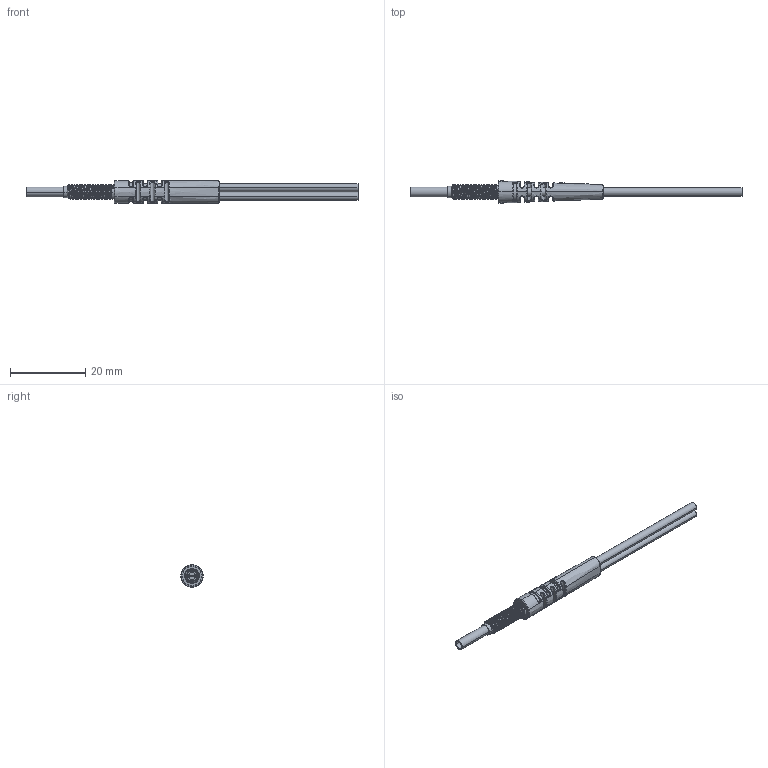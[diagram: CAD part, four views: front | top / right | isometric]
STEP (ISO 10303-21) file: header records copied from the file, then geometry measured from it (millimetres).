
FILE_DESCRIPTION((''),'2;1');
FILE_NAME('PR4Y0-I_ASM','2020-06-06T14:44:56',('Administrator'),(''),'CREO PARAMETRIC BY PTC INC, 2018400','CREO PARAMETRIC BY PTC INC, 2018400','');
FILE_SCHEMA(('AUTOMOTIVE_DESIGN { 1 0 10303 214 1 1 1 1 }'));
Length unit declared in the file: millimetre
Products named in the file (6): BOJKE-M4-3_; 22-XIAN_; PRM6__; 22XIAN__ASM; 26-20_; PR4Y0-I_ASM
Assembly tree (5 placements, depth 3):
  PR4Y0-I_ASM
    BOJKE-M4-3_
    22XIAN__ASM
      22-XIAN_
      PRM6__
    26-20_
Bounding box: 88.5 x 5.98 x 6 mm (x, y, z)
Volume: 936.5 mm3; surface area: 2486.5 mm2
Topology: 5 solids, 5 shells, 304 faces, 767 edges, 476 vertices
Faces by surface type: bspline 145, cylinder 71, extrusion 46, plane 40, cone 2
Entity records: 24082 total; most frequent: CARTESIAN_POINT 16024, ORIENTED_EDGE 1534, EDGE_CURVE 767, DIRECTION 755, PRESENTATION_STYLE_ASSIGNMENT 591, STYLED_ITEM 591, CURVE_STYLE 588, B_SPLINE_CURVE_WITH_KNOTS 507
